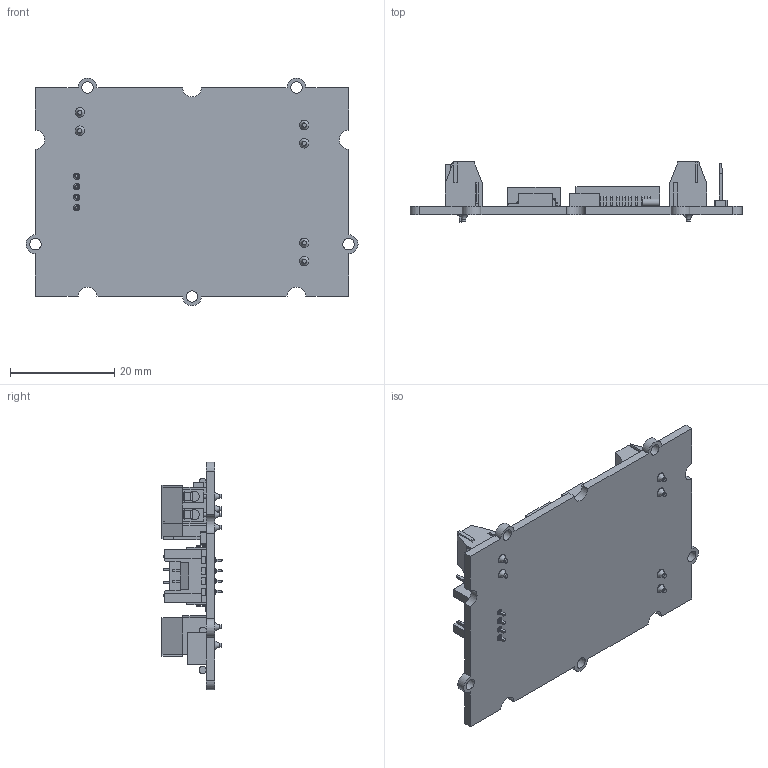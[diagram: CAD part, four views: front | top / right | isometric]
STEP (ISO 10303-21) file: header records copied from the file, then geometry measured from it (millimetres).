
FILE_DESCRIPTION(/* description */ (''),/* implementation_level */ '2;1');
FILE_NAME(/* name */ 'Global_Motor_Driver v1.step',/* time_stamp */ '2019-06-07T11:16:02+02:00',/* author */ (''),/* organization */ (''),/* preprocessor_version */ 'ST-DEVELOPER v18',/* originating_system */ 'Autodesk Translation Framework v8.2.0.1029',/* authorisation */ '');
FILE_SCHEMA (('AUTOMOTIVE_DESIGN { 1 0 10303 214 3 1 1 }'));
Length unit declared in the file: millimetre
Products named in the file (12): Global_Motor_Driver; PCB_Motor_Driver; Bornier 2ct; Connecteur Grove (droit); composant_elec_1; broche 2p courts; composant_elec_2; composant_elec_3; composant_elec_4; composant_elec_5; composant_elec_7; composant_elec_6
Assembly tree (23 placements, depth 2):
  Global_Motor_Driver
    PCB_Motor_Driver
    Bornier 2ct  x3
    Connecteur Grove (droit)
    composant_elec_1
    broche 2p courts  x3
    composant_elec_2
    composant_elec_3
    composant_elec_4
    composant_elec_5  x8
    composant_elec_6  x2
    composant_elec_7
Bounding box: 63.6 x 11.5 x 43.6 mm (x, y, z)
Volume: 6075.9 mm3; surface area: 10351.2 mm2
Topology: 45 solids, 45 shells, 2078 faces, 4646 edges, 2742 vertices
Faces by surface type: plane 1693, cylinder 347, bspline 32, torus 6
Full cylindrical faces by diameter (mm): 0.8 x12, 1.2 x4, 1.39 x8, 1.8 x6, 2 x6, 2.2 x5, 2.5 x6, 3 x6
Entity records: 47499 total; most frequent: CARTESIAN_POINT 8627, DIRECTION 7971, ORIENTED_EDGE 7674, EDGE_CURVE 3837, LINE 3107, VECTOR 3107, AXIS2_PLACEMENT_3D 2432, VERTEX_POINT 2208
